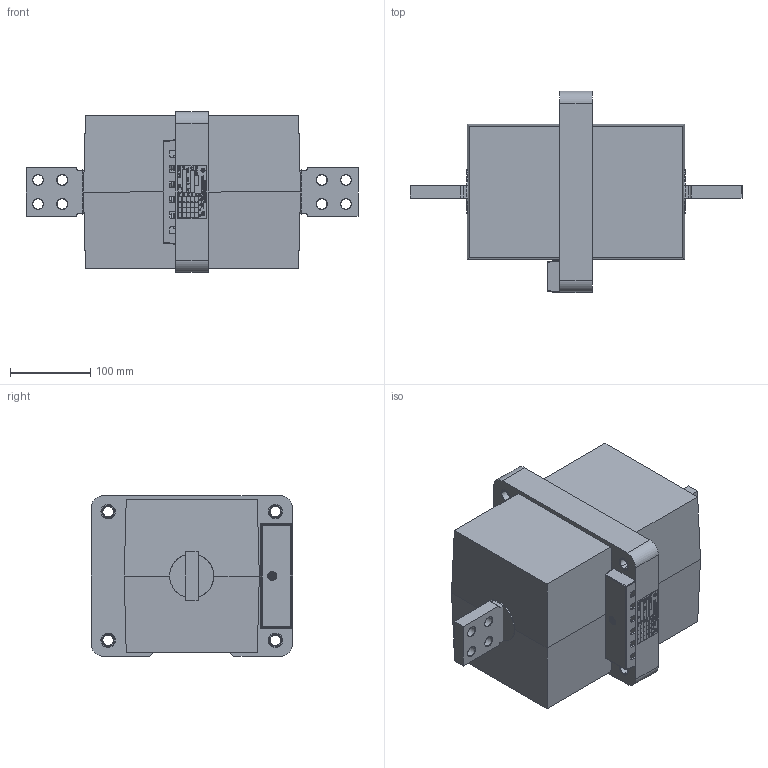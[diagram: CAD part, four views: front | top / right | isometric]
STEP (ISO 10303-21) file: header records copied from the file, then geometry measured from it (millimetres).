
FILE_DESCRIPTION (( 'STEP AP214' ), '1' );
FILE_NAME ('ﾒﾋﾊ-ﾑﾒ-10-ﾒﾏﾊ (1000ﾀ-2000ﾀ).STEP', '2023-06-14T09:39:16', ( '' ), ( '' ), 'SwSTEP 2.0', 'SolidWorks 2014', '' );
FILE_SCHEMA (( 'AUTOMOTIVE_DESIGN' ));
Length unit declared in the file: millimetre
Products named in the file (40): 屡扔.758472.014; ÂÅÈÓ.758472.007-01 Ãàéêà; 屡扔.685528.004 罔磬 磬觐礤黜桕郷; Êîðïóñ ÒÏÊ-10_2å ®¡¬®â; 屡扔.713174.003 买箅赅_-01; Êîðïóñ ÒÏÊ-10; ﾏﾔ8.906.037 粨炅 ﾌ4; 屡扔.713174.003 买箅赅; 屡扔.735314.004 署赅; ÂÅÈÓ.754312.168 Òàáëè÷êà òåõíè÷åñêèõ äàííûõ ÒËÊ-ÑÒ_; hex screw gradec_din; plain washer grade c_din; curved spring lock washer_din; ﾒﾋﾊ-ﾑﾒ-10-ﾒﾏﾊ (1000ﾀ-2000ﾀ); ÂÅÈÓ.754312.168 Òàáëè÷êà òåõíè÷åñêèõ äàííûõ ÒËÊ-ÑÒ__-00; 屡扔.685528.004 罔磬 磬觐礤黜桕郷_-01; hex screw gradec_din_ISO 4018 - M6 x 12-NN; curved spring lock washer_din_Spring washer DIN 128 - A6; plain washer grade c_din_Washer DIN 126 - 6.6; ����.671224.304-01-01��_���-10
Assembly tree (28 placements, depth 3):
  ÂÅÈÓ.758472.007-01 Ãàéêà
  屡扔.758472.014
  屡扔.685528.004 罔磬 磬觐礤黜桕郷
  ÂÅÈÓ.758472.007-01 Ãàéêà
  屡扔.685528.004 罔磬 磬觐礤黜桕郷
Bounding box: 413 x 250.6 x 200 mm (x, y, z)
Volume: 9331542.2 mm3; surface area: 390991.6 mm2
Topology: 27 solids, 27 shells, 2712 faces, 6999 edges, 4583 vertices
Faces by surface type: plane 1578, bspline 702, cylinder 248, cone 154, torus 26, sphere 4
Entity records: 127025 total; most frequent: CARTESIAN_POINT 52277, ORIENTED_EDGE 12482, DIRECTION 8569, EDGE_CURVE 6241, VECTOR 4393, LINE 4393, VERTEX_POINT 4128, EDGE_LOOP 2673
